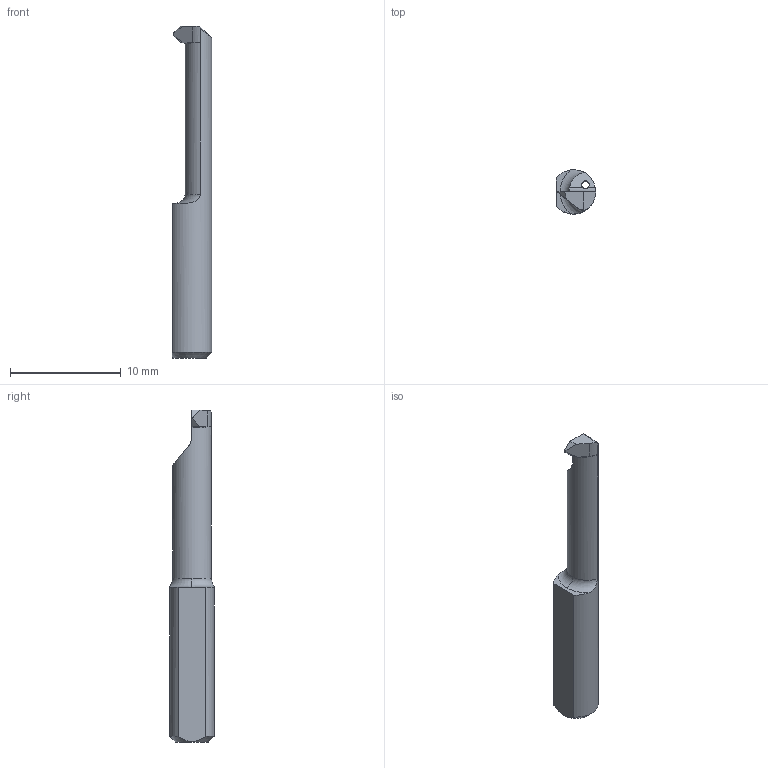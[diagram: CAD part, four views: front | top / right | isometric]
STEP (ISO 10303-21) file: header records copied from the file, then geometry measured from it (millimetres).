
FILE_DESCRIPTION (( 'STEP AP203' ), '1' );
FILE_NAME ('LP60.4-16.step', '2024-10-01T14:20:46', ( '' ), ( '' ), 'SwSTEP 2.0', 'SolidWorks 2022', '' );
FILE_SCHEMA (( 'CONFIG_CONTROL_DESIGN' ));
Length unit declared in the file: millimetre
Products named in the file (1): LP60.4-16
Bounding box: 3.55 x 4 x 30 mm (x, y, z)
Volume: 241 mm3; surface area: 384.5 mm2
Topology: 1 solids, 1 shells, 25 faces, 73 edges, 48 vertices
Faces by surface type: plane 12, cylinder 7, torus 3, cone 3
Entity records: 963 total; most frequent: CARTESIAN_POINT 244, ORIENTED_EDGE 146, DIRECTION 127, EDGE_CURVE 73, VERTEX_POINT 48, AXIS2_PLACEMENT_3D 47, VECTOR 33, LINE 33
